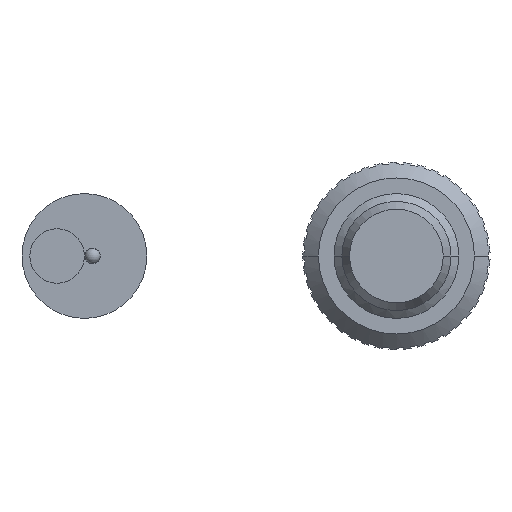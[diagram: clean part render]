
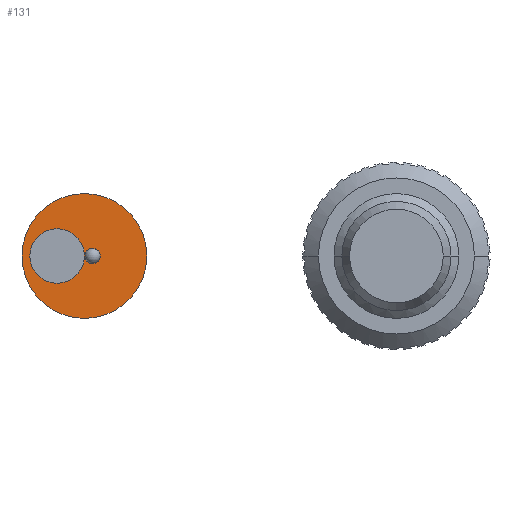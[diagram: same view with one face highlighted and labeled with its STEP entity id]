
A CAD part, front view. The second image highlights one B-rep face of the part: STEP entity #131.
In plain terms, the highlighted planar face has unit normal (0, -1, 0).
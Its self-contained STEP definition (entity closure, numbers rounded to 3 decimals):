
#131=ADVANCED_FACE('',(#408,#409,#410),#411,.T.);
#408=FACE_BOUND('',#949,.T.);
#409=FACE_BOUND('',#950,.T.);
#410=FACE_OUTER_BOUND('',#951,.T.);
#411=PLANE('',#952);
#949=EDGE_LOOP('',(#1530,#1531));
#950=EDGE_LOOP('',(#1532,#1533));
#951=EDGE_LOOP('',(#1534,#1535));
#952=AXIS2_PLACEMENT_3D('',#1536,#1537,#1538);
#1530=ORIENTED_EDGE('',*,*,#3811,.T.);
#1531=ORIENTED_EDGE('',*,*,#3808,.T.);
#1532=ORIENTED_EDGE('',*,*,#3803,.T.);
#1533=ORIENTED_EDGE('',*,*,#3812,.T.);
#1534=ORIENTED_EDGE('',*,*,#3815,.T.);
#1535=ORIENTED_EDGE('',*,*,#3797,.T.);
#1536=CARTESIAN_POINT('',(0.0,-16.0,0.0));
#1537=DIRECTION('',(0.0,-1.0,0.0));
#1538=DIRECTION('',(-1.0,0.0,0.0));
#3797=EDGE_CURVE('',#4558,#4555,#4559,.T.);
#3803=EDGE_CURVE('',#4564,#4568,#4570,.T.);
#3808=EDGE_CURVE('',#4572,#4578,#4580,.T.);
#3811=EDGE_CURVE('',#4578,#4572,#4584,.T.);
#3812=EDGE_CURVE('',#4568,#4564,#4585,.T.);
#3815=EDGE_CURVE('',#4555,#4558,#4588,.T.);
#4555=VERTEX_POINT('',#5814);
#4558=VERTEX_POINT('',#5818);
#4559=CIRCLE('',#5819,4.0);
#4564=VERTEX_POINT('',#5825);
#4568=VERTEX_POINT('',#5830);
#4570=CIRCLE('',#5833,1.75);
#4572=VERTEX_POINT('',#5835);
#4578=VERTEX_POINT('',#5842);
#4580=CIRCLE('',#5845,0.5);
#4584=CIRCLE('',#5849,0.5);
#4585=CIRCLE('',#5850,1.75);
#4588=CIRCLE('',#5853,4.0);
#5814=CARTESIAN_POINT('',(4.0,-16.0,0.0));
#5818=CARTESIAN_POINT('',(-4.0,-16.0,0.));
#5819=AXIS2_PLACEMENT_3D('',#10561,#10562,#10563);
#5825=CARTESIAN_POINT('',(0.0,-16.0,0.0));
#5830=CARTESIAN_POINT('',(-3.5,-16.0,0.));
#5833=AXIS2_PLACEMENT_3D('',#10573,#10574,#10575);
#5835=CARTESIAN_POINT('',(1.01,-16.0,0.));
#5842=CARTESIAN_POINT('',(0.01,-16.0,0.));
#5845=AXIS2_PLACEMENT_3D('',#10584,#10585,#10586);
#5849=AXIS2_PLACEMENT_3D('',#10593,#10594,#10595);
#5850=AXIS2_PLACEMENT_3D('',#10596,#10597,#10598);
#5853=AXIS2_PLACEMENT_3D('',#10605,#10606,#10607);
#10561=CARTESIAN_POINT('',(0.0,-16.0,0.0));
#10562=DIRECTION('',(0.0,-1.0,0.0));
#10563=DIRECTION('',(1.0,0.0,0.0));
#10573=CARTESIAN_POINT('',(-1.75,-16.0,0.0));
#10574=DIRECTION('',(0.0,1.0,0.0));
#10575=DIRECTION('',(1.0,0.0,0.0));
#10584=CARTESIAN_POINT('',(0.51,-16.0,0.0));
#10585=DIRECTION('',(0.0,1.0,0.0));
#10586=DIRECTION('',(1.0,0.0,0.0));
#10593=CARTESIAN_POINT('',(0.51,-16.0,0.0));
#10594=DIRECTION('',(0.0,1.0,0.0));
#10595=DIRECTION('',(1.0,0.0,0.0));
#10596=CARTESIAN_POINT('',(-1.75,-16.0,0.0));
#10597=DIRECTION('',(0.0,1.0,0.0));
#10598=DIRECTION('',(1.0,0.0,0.0));
#10605=CARTESIAN_POINT('',(0.0,-16.0,0.0));
#10606=DIRECTION('',(0.0,-1.0,0.0));
#10607=DIRECTION('',(1.0,0.0,0.0));
